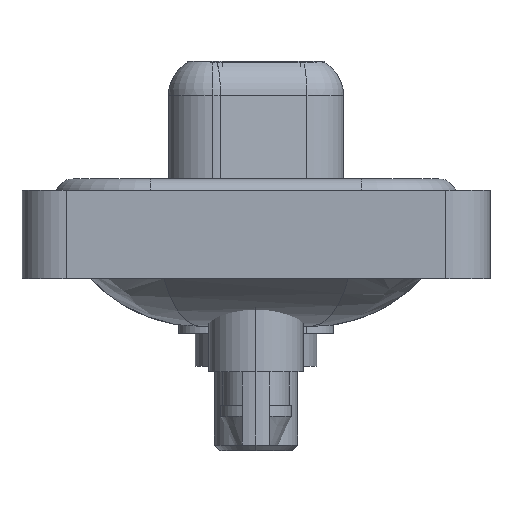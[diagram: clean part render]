
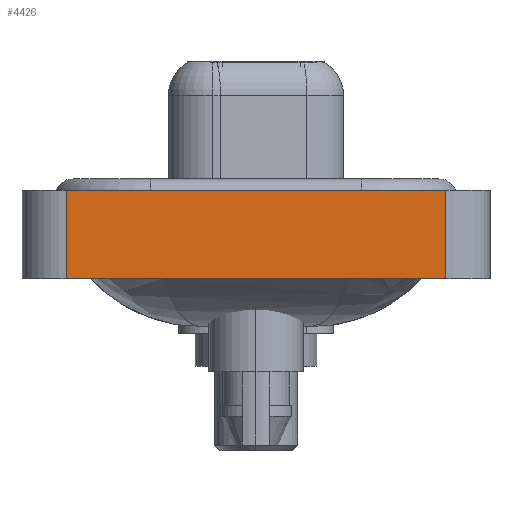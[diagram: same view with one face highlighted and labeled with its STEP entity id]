
A CAD part, left-side view. The second image highlights one B-rep face of the part: STEP entity #4426.
In plain terms, the highlighted planar face has unit normal (-1, 0, 0).
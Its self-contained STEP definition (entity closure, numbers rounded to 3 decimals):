
#709 = DIRECTION ( 'NONE',  ( 0., -1., 0. ) ) ;
#1245 = CARTESIAN_POINT ( 'NONE',  ( -7.35, 8.55, -3.6 ) ) ;
#1588 = PLANE ( 'NONE',  #14660 ) ;
#2424 = DIRECTION ( 'NONE',  ( -1., 0., 0. ) ) ;
#3081 = ORIENTED_EDGE ( 'NONE', *, *, #11758, .F. ) ;
#4426 = ADVANCED_FACE ( 'NONE', ( #9415 ), #1588, .T. ) ;
#5653 = LINE ( 'NONE', #11392, #9136 ) ;
#6162 = CARTESIAN_POINT ( 'NONE',  ( -7.35, -8.55, -3.6 ) ) ;
#6336 = CARTESIAN_POINT ( 'NONE',  ( -7.35, 8.55, -3.6 ) ) ;
#6371 = CARTESIAN_POINT ( 'NONE',  ( -7.35, -8.55, 0.4 ) ) ;
#7090 = EDGE_CURVE ( 'NONE', #19586, #19473, #11482, .T. ) ;
#9136 = VECTOR ( 'NONE', #17026, 1000. ) ;
#9415 = FACE_OUTER_BOUND ( 'NONE', #22724, .T. ) ;
#10011 = DIRECTION ( 'NONE',  ( 0., 0., 1. ) ) ;
#10623 = ORIENTED_EDGE ( 'NONE', *, *, #11176, .T. ) ;
#10887 = CARTESIAN_POINT ( 'NONE',  ( -7.35, -8.55, -3.6 ) ) ;
#11176 = EDGE_CURVE ( 'NONE', #19473, #19590, #5653, .T. ) ;
#11392 = CARTESIAN_POINT ( 'NONE',  ( -7.35, -8.55, -3.6 ) ) ;
#11482 = LINE ( 'NONE', #17230, #19231 ) ;
#11758 = EDGE_CURVE ( 'NONE', #19586, #12293, #21251, .T. ) ;
#12293 = VERTEX_POINT ( 'NONE', #20024 ) ;
#13877 = ORIENTED_EDGE ( 'NONE', *, *, #7090, .T. ) ;
#14250 = VECTOR ( 'NONE', #22982, 1000. ) ;
#14660 = AXIS2_PLACEMENT_3D ( 'NONE', #10887, #2424, #10011 ) ;
#15660 = LINE ( 'NONE', #6371, #17631 ) ;
#16254 = ORIENTED_EDGE ( 'NONE', *, *, #21337, .F. ) ;
#17026 = DIRECTION ( 'NONE',  ( 0., 0., 1. ) ) ;
#17230 = CARTESIAN_POINT ( 'NONE',  ( -7.35, -8.55, -3.6 ) ) ;
#17631 = VECTOR ( 'NONE', #21417, 1000. ) ;
#19231 = VECTOR ( 'NONE', #709, 1000. ) ;
#19473 = VERTEX_POINT ( 'NONE', #6162 ) ;
#19586 = VERTEX_POINT ( 'NONE', #1245 ) ;
#19590 = VERTEX_POINT ( 'NONE', #21441 ) ;
#20024 = CARTESIAN_POINT ( 'NONE',  ( -7.35, 8.55, 0.4 ) ) ;
#21251 = LINE ( 'NONE', #6336, #14250 ) ;
#21337 = EDGE_CURVE ( 'NONE', #12293, #19590, #15660, .T. ) ;
#21417 = DIRECTION ( 'NONE',  ( 0., -1., 0. ) ) ;
#21441 = CARTESIAN_POINT ( 'NONE',  ( -7.35, -8.55, 0.4 ) ) ;
#22724 = EDGE_LOOP ( 'NONE', ( #10623, #16254, #3081, #13877 ) ) ;
#22982 = DIRECTION ( 'NONE',  ( 0., 0., 1. ) ) ;
